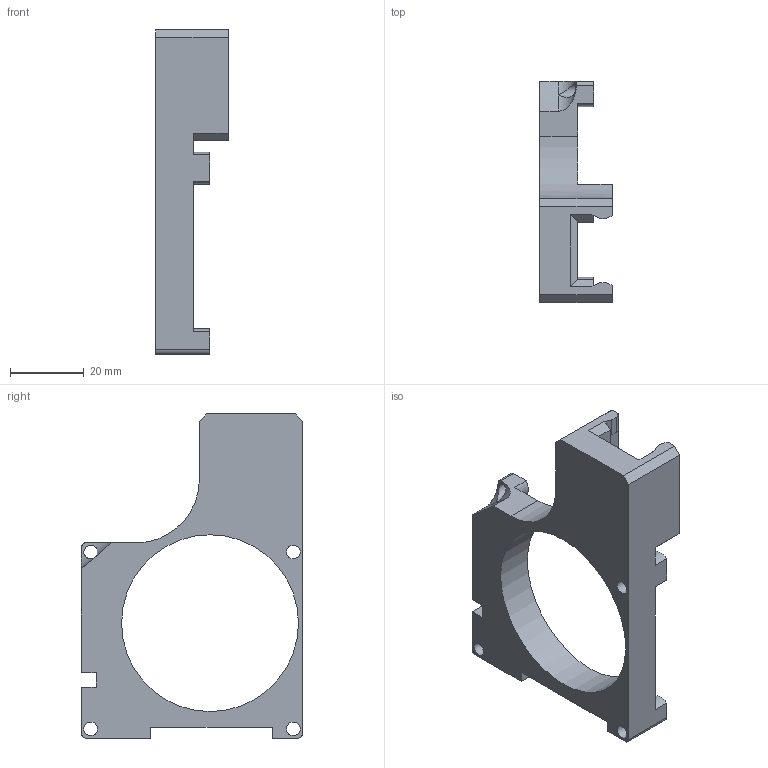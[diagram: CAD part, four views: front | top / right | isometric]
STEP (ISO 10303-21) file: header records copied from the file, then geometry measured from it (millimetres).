
FILE_DESCRIPTION(('STEP AP242'), '1');
FILE_NAME('Holder', '', ('UNSPECIFIED'), ('UNSPECIFIED'), 'C3D Converter', 'C3D Toolkit', '');
FILE_SCHEMA(('AP242_MANAGED_MODEL_BASED_3D_ENGINEERING_MIM_LF { 1 0 10303 442 1 1 4 }'));
Length unit declared in the file: millimetre
Bounding box: 19.67 x 60 x 88 mm (x, y, z)
Volume: 26604.6 mm3; surface area: 11399.3 mm2
Topology: 1 solids, 1 shells, 70 faces, 196 edges, 127 vertices
Faces by surface type: plane 55, cylinder 14, torus 1
Full cylindrical faces by diameter (mm): 3.7 x4, 48 x1
Entity records: 3095 total; most frequent: CARTESIAN_POINT 679, ORIENTED_EDGE 382, DIRECTION 356, EDGE_CURVE 191, LINE 158, VECTOR 158, VERTEX_POINT 127, AXIS2_PLACEMENT_3D 99
